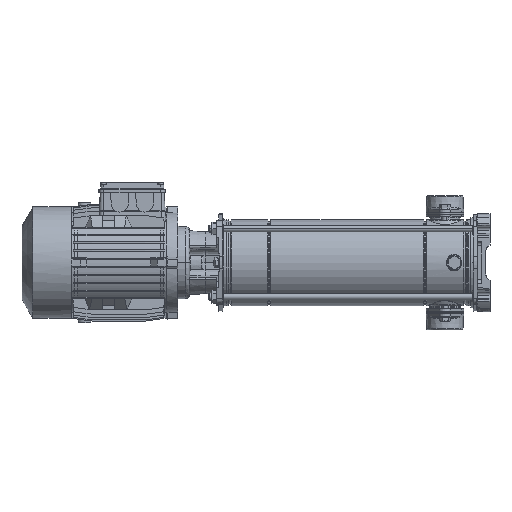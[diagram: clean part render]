
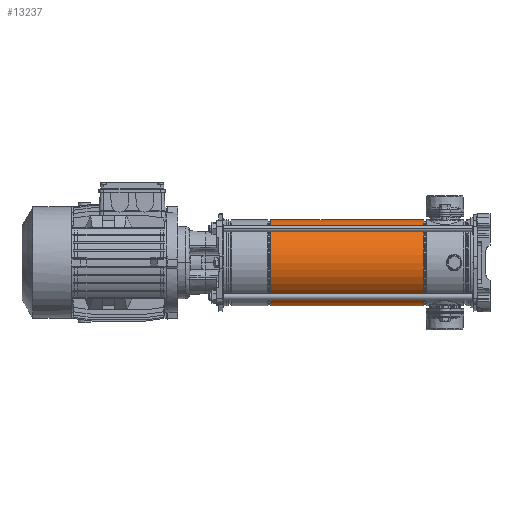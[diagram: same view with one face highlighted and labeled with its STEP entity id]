
A CAD part, left-side view. The second image highlights one B-rep face of the part: STEP entity #13237.
In plain terms, the highlighted cylindrical face has radius 85.9 mm (diameter 171.8 mm), a partial arc.
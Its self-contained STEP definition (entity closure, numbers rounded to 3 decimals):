
#937 = VERTEX_POINT ( 'NONE', #58893 ) ;
#3855 = FACE_OUTER_BOUND ( 'NONE', #49729, .T. ) ;
#9955 = VECTOR ( 'NONE', #27633, 1000. ) ;
#10477 = CARTESIAN_POINT ( 'NONE',  ( 85.9, 0., 93.897 ) ) ;
#10626 = CARTESIAN_POINT ( 'NONE',  ( 85.9, 0., 0. ) ) ;
#11248 = ORIENTED_EDGE ( 'NONE', *, *, #53255, .T. ) ;
#11764 = AXIS2_PLACEMENT_3D ( 'NONE', #48560, #69988, #43396 ) ;
#13237 = ADVANCED_FACE ( 'NONE', ( #3855 ), #65551, .T. ) ;
#15646 = CARTESIAN_POINT ( 'NONE',  ( 0., 0., 399.103 ) ) ;
#16596 = CARTESIAN_POINT ( 'NONE',  ( -85.9, 0., 399.103 ) ) ;
#18829 = DIRECTION ( 'NONE',  ( 0., 0., -1. ) ) ;
#19936 = CARTESIAN_POINT ( 'NONE',  ( -85.9, 0., 0. ) ) ;
#21899 = ORIENTED_EDGE ( 'NONE', *, *, #60039, .F. ) ;
#22125 = EDGE_CURVE ( 'NONE', #52125, #37348, #25310, .T. ) ;
#25310 = CIRCLE ( 'NONE', #33548, 85.9 ) ;
#27633 = DIRECTION ( 'NONE',  ( 0., 0., -1. ) ) ;
#28895 = DIRECTION ( 'NONE',  ( -1., 0., 0. ) ) ;
#31466 = ORIENTED_EDGE ( 'NONE', *, *, #22125, .T. ) ;
#32969 = ORIENTED_EDGE ( 'NONE', *, *, #39099, .F. ) ;
#33548 = AXIS2_PLACEMENT_3D ( 'NONE', #15646, #65165, #37115 ) ;
#36208 = LINE ( 'NONE', #19936, #50071 ) ;
#37115 = DIRECTION ( 'NONE',  ( -1., 0., 0. ) ) ;
#37348 = VERTEX_POINT ( 'NONE', #61621 ) ;
#39099 = EDGE_CURVE ( 'NONE', #52125, #937, #36208, .T. ) ;
#39990 = CARTESIAN_POINT ( 'NONE',  ( 0., 0., 93.897 ) ) ;
#43396 = DIRECTION ( 'NONE',  ( -1., 0., 0. ) ) ;
#43901 = LINE ( 'NONE', #10626, #9955 ) ;
#43912 = CIRCLE ( 'NONE', #56882, 85.9 ) ;
#45518 = DIRECTION ( 'NONE',  ( 0., 0., -1. ) ) ;
#48560 = CARTESIAN_POINT ( 'NONE',  ( 0., 0., 0. ) ) ;
#49729 = EDGE_LOOP ( 'NONE', ( #31466, #11248, #21899, #32969 ) ) ;
#50071 = VECTOR ( 'NONE', #18829, 1000. ) ;
#52125 = VERTEX_POINT ( 'NONE', #16596 ) ;
#53255 = EDGE_CURVE ( 'NONE', #37348, #61398, #43901, .T. ) ;
#56882 = AXIS2_PLACEMENT_3D ( 'NONE', #39990, #45518, #28895 ) ;
#58893 = CARTESIAN_POINT ( 'NONE',  ( -85.9, 0., 93.897 ) ) ;
#60039 = EDGE_CURVE ( 'NONE', #937, #61398, #43912, .T. ) ;
#61398 = VERTEX_POINT ( 'NONE', #10477 ) ;
#61621 = CARTESIAN_POINT ( 'NONE',  ( 85.9, 0., 399.103 ) ) ;
#65165 = DIRECTION ( 'NONE',  ( 0., 0., -1. ) ) ;
#65551 = CYLINDRICAL_SURFACE ( 'NONE', #11764, 85.9 ) ;
#69988 = DIRECTION ( 'NONE',  ( 0., 0., -1. ) ) ;
